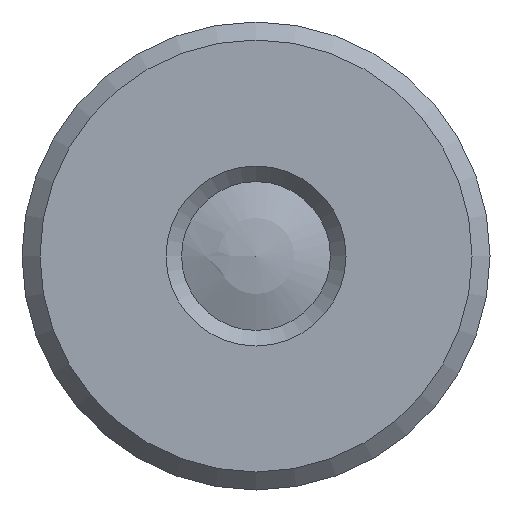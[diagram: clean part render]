
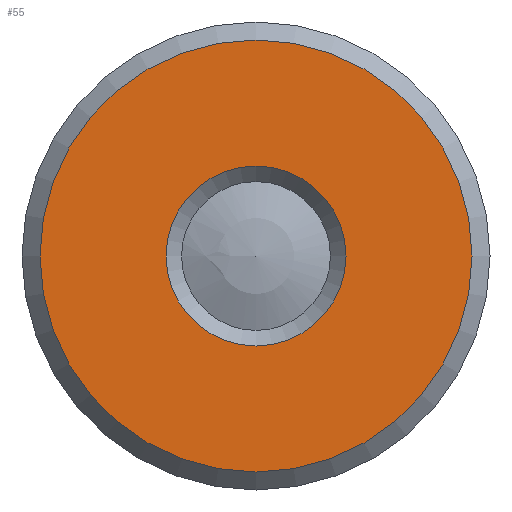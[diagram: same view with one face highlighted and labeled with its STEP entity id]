
A CAD part, front view. The second image highlights one B-rep face of the part: STEP entity #55.
In plain terms, the highlighted planar face has unit normal (0, -1, 0).
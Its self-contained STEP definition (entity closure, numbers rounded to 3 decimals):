
#55 = ADVANCED_FACE( '', ( #119, #120 ), #121, .F. );
#119 = FACE_BOUND( '', #193, .T. );
#120 = FACE_OUTER_BOUND( '', #194, .T. );
#121 = PLANE( '', #195 );
#193 = EDGE_LOOP( '', ( #275 ) );
#194 = EDGE_LOOP( '', ( #276 ) );
#195 = AXIS2_PLACEMENT_3D( '', #277, #278, #279 );
#275 = ORIENTED_EDGE( '', *, *, #352, .F. );
#276 = ORIENTED_EDGE( '', *, *, #344, .T. );
#277 = CARTESIAN_POINT( '', ( 6., 0., 0. ) );
#278 = DIRECTION( '', ( 0., 1., 0. ) );
#279 = DIRECTION( '', ( 0., 0., 1. ) );
#344 = EDGE_CURVE( '', #384, #384, #385, .T. );
#352 = EDGE_CURVE( '', #396, #396, #397, .T. );
#384 = VERTEX_POINT( '', #433 );
#385 = CIRCLE( '', #434, 6. );
#396 = VERTEX_POINT( '', #445 );
#397 = CIRCLE( '', #446, 2.5 );
#433 = CARTESIAN_POINT( '', ( 0., 0., -6. ) );
#434 = AXIS2_PLACEMENT_3D( '', #484, #485, #486 );
#445 = CARTESIAN_POINT( '', ( 0., 0., -2.5 ) );
#446 = AXIS2_PLACEMENT_3D( '', #496, #497, #498 );
#484 = CARTESIAN_POINT( '', ( 0., 0., 0. ) );
#485 = DIRECTION( '', ( 0., -1., 0. ) );
#486 = DIRECTION( '', ( 0., 0., -1. ) );
#496 = CARTESIAN_POINT( '', ( 0., 0., 0. ) );
#497 = DIRECTION( '', ( 0., -1., 0. ) );
#498 = DIRECTION( '', ( 0., 0., -1. ) );
